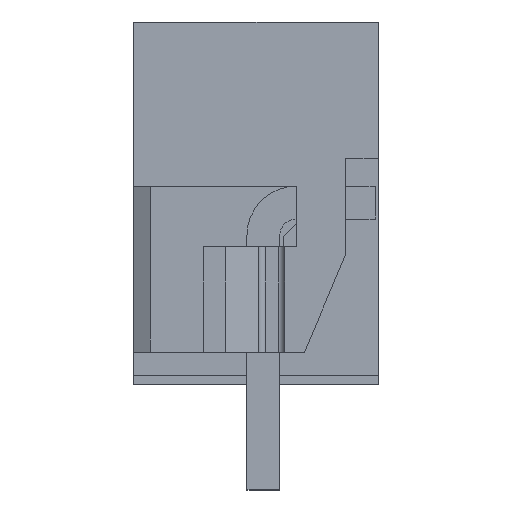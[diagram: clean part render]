
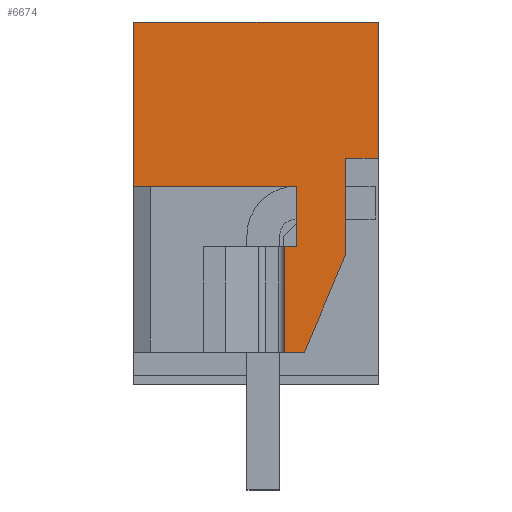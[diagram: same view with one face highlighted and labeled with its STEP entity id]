
A CAD part, left-side view. The second image highlights one B-rep face of the part: STEP entity #6674.
In plain terms, the highlighted planar face has unit normal (-1, 0, 0).
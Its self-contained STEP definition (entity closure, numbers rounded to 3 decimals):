
#6607=AXIS2_PLACEMENT_3D('Plane Axis2P3D',#6604,#6605,#6606) ;
#296=CARTESIAN_POINT('Vertex',(0.,7.45,9.25)) ;
#299=CARTESIAN_POINT('Line Origine',(0.,7.45,11.75)) ;
#303=CARTESIAN_POINT('Vertex',(0.,7.45,14.25)) ;
#6451=CARTESIAN_POINT('Vertex',(0.,2.25,4.2)) ;
#6454=CARTESIAN_POINT('Line Origine',(0.,2.55,4.2)) ;
#6458=CARTESIAN_POINT('Vertex',(0.,2.85,4.2)) ;
#6559=CARTESIAN_POINT('Line Origine',(0.,4.975,9.25)) ;
#6563=CARTESIAN_POINT('Vertex',(0.,2.5,9.25)) ;
#6604=CARTESIAN_POINT('Axis2P3D Location',(0.,7.45,1.8)) ;
#6609=CARTESIAN_POINT('Line Origine',(0.,2.85,5.8)) ;
#6613=CARTESIAN_POINT('Vertex',(0.,2.85,7.4)) ;
#6616=CARTESIAN_POINT('Line Origine',(0.,1.623,5.679)) ;
#6620=CARTESIAN_POINT('Vertex',(0.,0.997,7.158)) ;
#6623=CARTESIAN_POINT('Line Origine',(0.,0.997,8.629)) ;
#6627=CARTESIAN_POINT('Vertex',(0.,0.997,10.1)) ;
#6630=CARTESIAN_POINT('Line Origine',(0.,0.498,10.1)) ;
#6634=CARTESIAN_POINT('Vertex',(0.,0.,10.1)) ;
#6637=CARTESIAN_POINT('Line Origine',(0.,0.,12.175)) ;
#6641=CARTESIAN_POINT('Vertex',(0.,0.,14.25)) ;
#6644=CARTESIAN_POINT('Line Origine',(0.,3.725,14.25)) ;
#6649=CARTESIAN_POINT('Line Origine',(0.,2.5,8.325)) ;
#6653=CARTESIAN_POINT('Vertex',(0.,2.5,7.4)) ;
#6656=CARTESIAN_POINT('Line Origine',(0.,2.675,7.4)) ;
#300=DIRECTION('Vector Direction',(0.,0.,-1.)) ;
#6455=DIRECTION('Vector Direction',(0.,-1.,0.)) ;
#6560=DIRECTION('Vector Direction',(0.,1.,0.)) ;
#6605=DIRECTION('Axis2P3D Direction',(1.,0.,-0.)) ;
#6606=DIRECTION('Axis2P3D XDirection',(0.,0.,1.)) ;
#6610=DIRECTION('Vector Direction',(0.,0.,1.)) ;
#6617=DIRECTION('Vector Direction',(0.,0.39,-0.921)) ;
#6624=DIRECTION('Vector Direction',(0.,0.,1.)) ;
#6631=DIRECTION('Vector Direction',(0.,-1.,0.)) ;
#6638=DIRECTION('Vector Direction',(0.,0.,1.)) ;
#6645=DIRECTION('Vector Direction',(0.,1.,0.)) ;
#6650=DIRECTION('Vector Direction',(0.,0.,-1.)) ;
#6657=DIRECTION('Vector Direction',(0.,1.,0.)) ;
#301=VECTOR('Line Direction',#300,1.) ;
#6456=VECTOR('Line Direction',#6455,1.) ;
#6561=VECTOR('Line Direction',#6560,1.) ;
#6611=VECTOR('Line Direction',#6610,1.) ;
#6618=VECTOR('Line Direction',#6617,1.) ;
#6625=VECTOR('Line Direction',#6624,1.) ;
#6632=VECTOR('Line Direction',#6631,1.) ;
#6639=VECTOR('Line Direction',#6638,1.) ;
#6646=VECTOR('Line Direction',#6645,1.) ;
#6651=VECTOR('Line Direction',#6650,1.) ;
#6658=VECTOR('Line Direction',#6657,1.) ;
#6662=ORIENTED_EDGE('',*,*,#6615,.F.) ;
#6663=ORIENTED_EDGE('',*,*,#6460,.F.) ;
#6664=ORIENTED_EDGE('',*,*,#6622,.F.) ;
#6665=ORIENTED_EDGE('',*,*,#6629,.F.) ;
#6666=ORIENTED_EDGE('',*,*,#6636,.F.) ;
#6667=ORIENTED_EDGE('',*,*,#6643,.F.) ;
#6668=ORIENTED_EDGE('',*,*,#6648,.F.) ;
#6669=ORIENTED_EDGE('',*,*,#305,.F.) ;
#6670=ORIENTED_EDGE('',*,*,#6565,.F.) ;
#6671=ORIENTED_EDGE('',*,*,#6655,.F.) ;
#6672=ORIENTED_EDGE('',*,*,#6660,.F.) ;
#6674=ADVANCED_FACE('HOUSING',(#6673),#6608,.F.) ;
#305=EDGE_CURVE('',#297,#304,#302,.F.) ;
#6460=EDGE_CURVE('',#6452,#6459,#6457,.F.) ;
#6565=EDGE_CURVE('',#6564,#297,#6562,.T.) ;
#6615=EDGE_CURVE('',#6459,#6614,#6612,.T.) ;
#6622=EDGE_CURVE('',#6621,#6452,#6619,.T.) ;
#6629=EDGE_CURVE('',#6628,#6621,#6626,.F.) ;
#6636=EDGE_CURVE('',#6635,#6628,#6633,.F.) ;
#6643=EDGE_CURVE('',#6642,#6635,#6640,.F.) ;
#6648=EDGE_CURVE('',#304,#6642,#6647,.F.) ;
#6655=EDGE_CURVE('',#6654,#6564,#6652,.F.) ;
#6660=EDGE_CURVE('',#6614,#6654,#6659,.F.) ;
#6661=EDGE_LOOP('',(#6662,#6663,#6664,#6665,#6666,#6667,#6668,#6669,#6670,#6671,#6672)) ;
#6673=FACE_OUTER_BOUND('',#6661,.T.) ;
#302=LINE('Line',#299,#301) ;
#6457=LINE('Line',#6454,#6456) ;
#6562=LINE('Line',#6559,#6561) ;
#6612=LINE('Line',#6609,#6611) ;
#6619=LINE('Line',#6616,#6618) ;
#6626=LINE('Line',#6623,#6625) ;
#6633=LINE('Line',#6630,#6632) ;
#6640=LINE('Line',#6637,#6639) ;
#6647=LINE('Line',#6644,#6646) ;
#6652=LINE('Line',#6649,#6651) ;
#6659=LINE('Line',#6656,#6658) ;
#6608=PLANE('',#6607) ;
#297=VERTEX_POINT('',#296) ;
#304=VERTEX_POINT('',#303) ;
#6452=VERTEX_POINT('',#6451) ;
#6459=VERTEX_POINT('',#6458) ;
#6564=VERTEX_POINT('',#6563) ;
#6614=VERTEX_POINT('',#6613) ;
#6621=VERTEX_POINT('',#6620) ;
#6628=VERTEX_POINT('',#6627) ;
#6635=VERTEX_POINT('',#6634) ;
#6642=VERTEX_POINT('',#6641) ;
#6654=VERTEX_POINT('',#6653) ;
